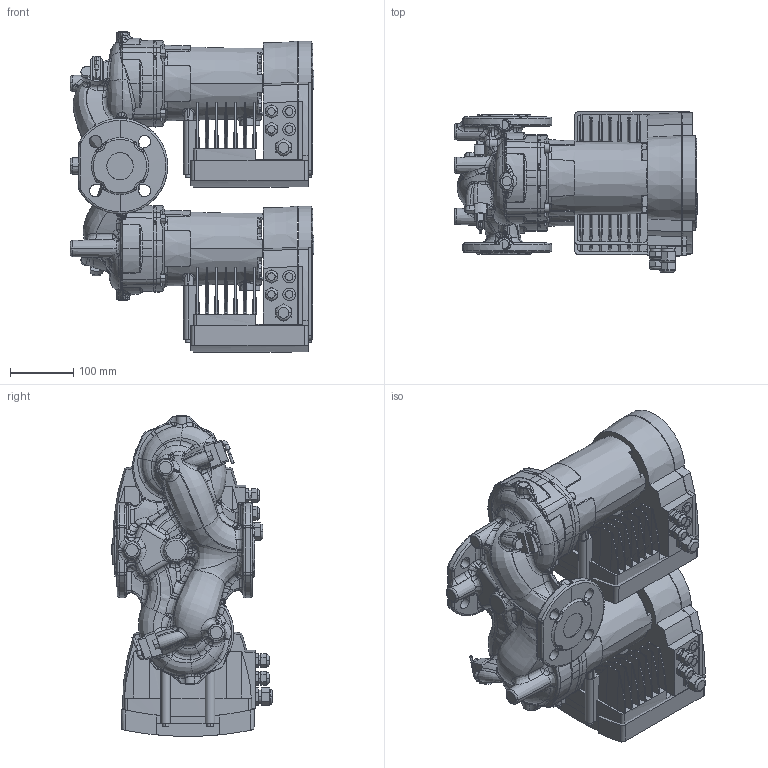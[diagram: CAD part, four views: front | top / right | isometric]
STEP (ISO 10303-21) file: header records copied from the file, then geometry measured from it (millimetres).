
FILE_DESCRIPTION (( 'STEP AP214' ), '1' );
FILE_NAME ('modula-d 40-8 200.STEP', '2015-03-16T12:51:44', ( '' ), ( '' ), 'SwSTEP 2.0', 'SolidWorks 2011', '' );
FILE_SCHEMA (( 'AUTOMOTIVE_DESIGN' ));
Length unit declared in the file: millimetre
Products named in the file (1): modula-d 40-8 200
Bounding box: 383.6 x 252.92 x 505.5 mm (x, y, z)
Volume: 17646387.8 mm3; surface area: 1637747.2 mm2
Topology: 23 solids, 23 shells, 3436 faces, 8867 edges, 5498 vertices
Faces by surface type: bspline 1511, plane 951, cylinder 609, cone 281, torus 76, sphere 8
Entity records: 258660 total; most frequent: CARTESIAN_POINT 151008, ORIENTED_EDGE 17522, DIRECTION 9637, EDGE_CURVE 8761, VERTEX_POINT 5497, B_SPLINE_CURVE_WITH_KNOTS 4155, EDGE_LOOP 3594, AXIS2_PLACEMENT_3D 3503
